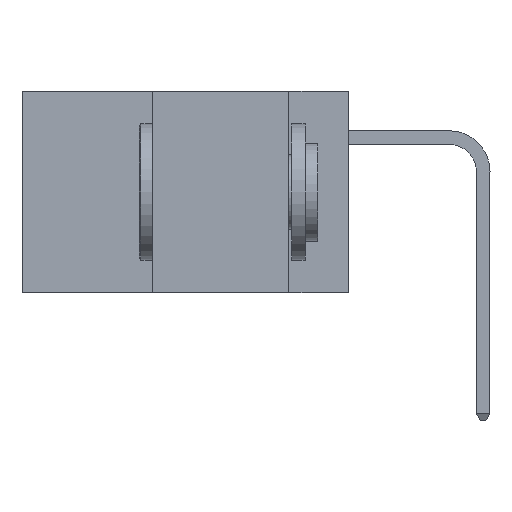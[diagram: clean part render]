
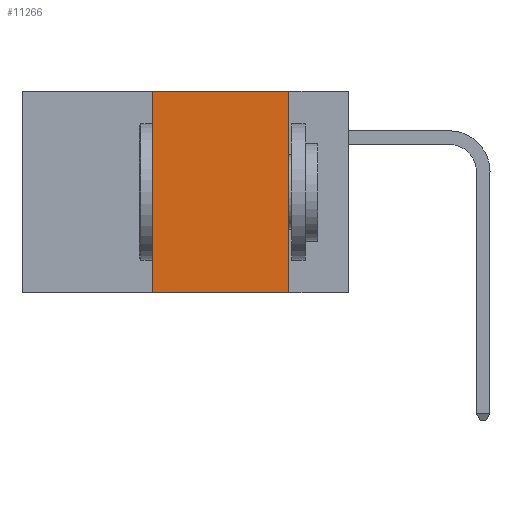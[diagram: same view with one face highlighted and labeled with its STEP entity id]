
A CAD part, left-side view. The second image highlights one B-rep face of the part: STEP entity #11266.
In plain terms, the highlighted planar face has unit normal (-1, 0, 0).
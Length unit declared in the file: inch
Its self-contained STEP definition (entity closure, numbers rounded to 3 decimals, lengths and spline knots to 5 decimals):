
#1169 = EDGE_CURVE ( 'NONE', #13913, #5656, #2675, .T. ) ;
#1613 = ORIENTED_EDGE ( 'NONE', *, *, #1169, .F. ) ;
#1693 = ORIENTED_EDGE ( 'NONE', *, *, #18480, .T. ) ;
#1701 = VECTOR ( 'NONE', #6398, 39.37008 ) ;
#2675 = LINE ( 'NONE', #5108, #18205 ) ;
#3258 = CARTESIAN_POINT ( 'NONE',  ( 0., 0.36, 0. ) ) ;
#3550 = CARTESIAN_POINT ( 'NONE',  ( 0., 0.11, 0. ) ) ;
#4408 = DIRECTION ( 'NONE',  ( 0., -1., 0. ) ) ;
#4682 = VECTOR ( 'NONE', #15545, 39.37008 ) ;
#5072 = DIRECTION ( 'NONE',  ( 0., 0., -1. ) ) ;
#5108 = CARTESIAN_POINT ( 'NONE',  ( 0., 0.6, 0. ) ) ;
#5656 = VERTEX_POINT ( 'NONE', #9143 ) ;
#5738 = LINE ( 'NONE', #3258, #1701 ) ;
#6087 = DIRECTION ( 'NONE',  ( 1., 0., 0. ) ) ;
#6398 = DIRECTION ( 'NONE',  ( 0., 0., 1. ) ) ;
#7066 = EDGE_CURVE ( 'NONE', #16449, #13913, #5738, .T. ) ;
#7668 = ORIENTED_EDGE ( 'NONE', *, *, #14617, .F. ) ;
#7984 = CARTESIAN_POINT ( 'NONE',  ( 0., 0.36, 0. ) ) ;
#9143 = CARTESIAN_POINT ( 'NONE',  ( 0., 0.11, 0. ) ) ;
#9182 = LINE ( 'NONE', #12501, #4682 ) ;
#9704 = CARTESIAN_POINT ( 'NONE',  ( 0., 0.11, -0.37 ) ) ;
#9892 = VECTOR ( 'NONE', #5072, 39.37008 ) ;
#10912 = VERTEX_POINT ( 'NONE', #9704 ) ;
#10963 = ORIENTED_EDGE ( 'NONE', *, *, #7066, .F. ) ;
#11184 = EDGE_LOOP ( 'NONE', ( #7668, #1613, #10963, #1693 ) ) ;
#11266 = ADVANCED_FACE ( 'NONE', ( #18486 ), #15042, .F. ) ;
#12501 = CARTESIAN_POINT ( 'NONE',  ( 0., 0.6, -0.37 ) ) ;
#12824 = AXIS2_PLACEMENT_3D ( 'NONE', #18036, #6087, #16575 ) ;
#13913 = VERTEX_POINT ( 'NONE', #7984 ) ;
#14617 = EDGE_CURVE ( 'NONE', #5656, #10912, #17889, .T. ) ;
#15042 = PLANE ( 'NONE',  #12824 ) ;
#15433 = CARTESIAN_POINT ( 'NONE',  ( 0., 0.36, -0.37 ) ) ;
#15545 = DIRECTION ( 'NONE',  ( 0., -1., 0. ) ) ;
#16449 = VERTEX_POINT ( 'NONE', #15433 ) ;
#16575 = DIRECTION ( 'NONE',  ( 0., 0., -1. ) ) ;
#17889 = LINE ( 'NONE', #3550, #9892 ) ;
#18036 = CARTESIAN_POINT ( 'NONE',  ( 0., 0.6, 0. ) ) ;
#18205 = VECTOR ( 'NONE', #4408, 39.37008 ) ;
#18480 = EDGE_CURVE ( 'NONE', #16449, #10912, #9182, .T. ) ;
#18486 = FACE_OUTER_BOUND ( 'NONE', #11184, .T. ) ;
